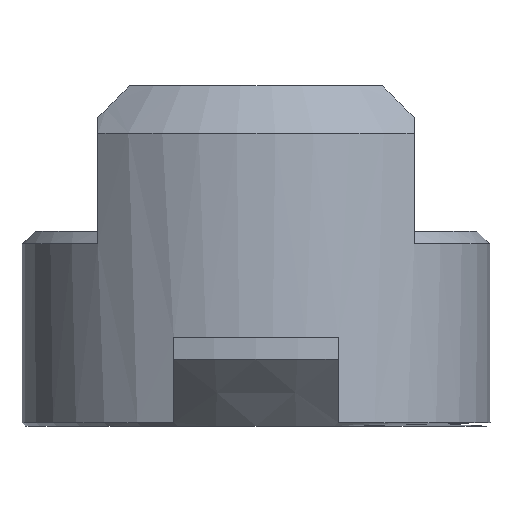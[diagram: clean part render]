
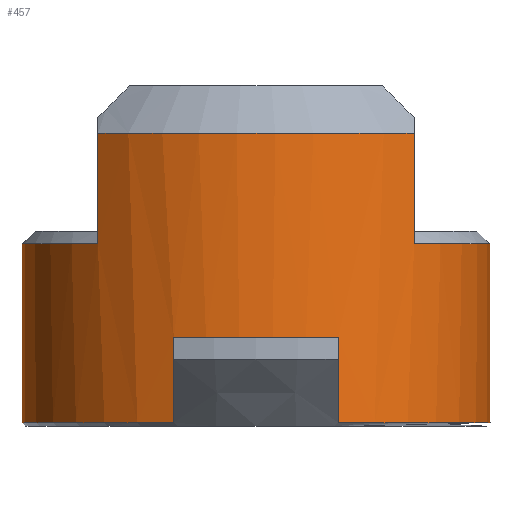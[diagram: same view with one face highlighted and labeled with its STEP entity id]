
A CAD part, front view. The second image highlights one B-rep face of the part: STEP entity #457.
In plain terms, the highlighted cylindrical face has radius 7.4 mm (diameter 14.8 mm), a full revolution.
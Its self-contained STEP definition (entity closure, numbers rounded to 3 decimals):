
#52=CYLINDRICAL_SURFACE('',#519,7.4);
#75=FACE_OUTER_BOUND('',#101,.T.);
#101=EDGE_LOOP('',(#334,#335,#336,#337,#338,#339,#340,#341,#342,#343,#344,
#345,#346,#347,#348,#349,#350,#351,#352,#353));
#126=LINE('',#771,#153);
#127=LINE('',#774,#154);
#128=LINE('',#776,#155);
#129=LINE('',#779,#156);
#130=LINE('',#781,#157);
#131=LINE('',#786,#158);
#132=LINE('',#790,#159);
#133=LINE('',#794,#160);
#134=LINE('',#797,#161);
#153=VECTOR('',#607,7.4);
#154=VECTOR('',#610,10.);
#155=VECTOR('',#611,10.);
#156=VECTOR('',#614,10.);
#157=VECTOR('',#615,10.);
#158=VECTOR('',#620,10.);
#159=VECTOR('',#623,10.);
#160=VECTOR('',#626,10.);
#161=VECTOR('',#629,10.);
#182=CIRCLE('',#515,7.4);
#184=CIRCLE('',#517,7.4);
#186=CIRCLE('',#520,7.4);
#187=CIRCLE('',#521,7.4);
#188=CIRCLE('',#522,7.4);
#189=CIRCLE('',#523,7.4);
#190=CIRCLE('',#524,7.4);
#191=CIRCLE('',#525,7.4);
#192=CIRCLE('',#526,7.4);
#193=CIRCLE('',#527,7.4);
#207=VERTEX_POINT('',#742);
#208=VERTEX_POINT('',#746);
#211=VERTEX_POINT('',#754);
#212=VERTEX_POINT('',#758);
#214=VERTEX_POINT('',#767);
#215=VERTEX_POINT('',#768);
#216=VERTEX_POINT('',#770);
#217=VERTEX_POINT('',#772);
#218=VERTEX_POINT('',#775);
#219=VERTEX_POINT('',#777);
#220=VERTEX_POINT('',#780);
#221=VERTEX_POINT('',#783);
#222=VERTEX_POINT('',#785);
#223=VERTEX_POINT('',#787);
#224=VERTEX_POINT('',#789);
#225=VERTEX_POINT('',#791);
#226=VERTEX_POINT('',#793);
#227=VERTEX_POINT('',#795);
#253=EDGE_CURVE('',#208,#207,#182,.F.);
#257=EDGE_CURVE('',#212,#211,#184,.F.);
#261=EDGE_CURVE('',#214,#215,#186,.T.);
#262=EDGE_CURVE('',#215,#216,#126,.T.);
#263=EDGE_CURVE('',#216,#217,#187,.F.);
#264=EDGE_CURVE('',#217,#212,#127,.T.);
#265=EDGE_CURVE('',#211,#218,#128,.T.);
#266=EDGE_CURVE('',#218,#219,#188,.F.);
#267=EDGE_CURVE('',#219,#208,#129,.T.);
#268=EDGE_CURVE('',#207,#220,#130,.T.);
#269=EDGE_CURVE('',#220,#216,#189,.F.);
#270=EDGE_CURVE('',#215,#221,#190,.T.);
#271=EDGE_CURVE('',#221,#222,#131,.T.);
#272=EDGE_CURVE('',#223,#222,#191,.T.);
#273=EDGE_CURVE('',#223,#224,#132,.T.);
#274=EDGE_CURVE('',#224,#225,#192,.T.);
#275=EDGE_CURVE('',#226,#225,#133,.T.);
#276=EDGE_CURVE('',#227,#226,#193,.T.);
#277=EDGE_CURVE('',#214,#227,#134,.T.);
#334=ORIENTED_EDGE('',*,*,#261,.T.);
#335=ORIENTED_EDGE('',*,*,#262,.T.);
#336=ORIENTED_EDGE('',*,*,#263,.T.);
#337=ORIENTED_EDGE('',*,*,#264,.T.);
#338=ORIENTED_EDGE('',*,*,#257,.T.);
#339=ORIENTED_EDGE('',*,*,#265,.T.);
#340=ORIENTED_EDGE('',*,*,#266,.T.);
#341=ORIENTED_EDGE('',*,*,#267,.T.);
#342=ORIENTED_EDGE('',*,*,#253,.T.);
#343=ORIENTED_EDGE('',*,*,#268,.T.);
#344=ORIENTED_EDGE('',*,*,#269,.T.);
#345=ORIENTED_EDGE('',*,*,#262,.F.);
#346=ORIENTED_EDGE('',*,*,#270,.T.);
#347=ORIENTED_EDGE('',*,*,#271,.T.);
#348=ORIENTED_EDGE('',*,*,#272,.F.);
#349=ORIENTED_EDGE('',*,*,#273,.T.);
#350=ORIENTED_EDGE('',*,*,#274,.T.);
#351=ORIENTED_EDGE('',*,*,#275,.F.);
#352=ORIENTED_EDGE('',*,*,#276,.F.);
#353=ORIENTED_EDGE('',*,*,#277,.F.);
#457=ADVANCED_FACE('',(#75),#52,.T.);
#515=AXIS2_PLACEMENT_3D('',#747,#594,#595);
#517=AXIS2_PLACEMENT_3D('',#759,#598,#599);
#519=AXIS2_PLACEMENT_3D('',#766,#603,#604);
#520=AXIS2_PLACEMENT_3D('',#769,#605,#606);
#521=AXIS2_PLACEMENT_3D('',#773,#608,#609);
#522=AXIS2_PLACEMENT_3D('',#778,#612,#613);
#523=AXIS2_PLACEMENT_3D('',#782,#616,#617);
#524=AXIS2_PLACEMENT_3D('',#784,#618,#619);
#525=AXIS2_PLACEMENT_3D('',#788,#621,#622);
#526=AXIS2_PLACEMENT_3D('',#792,#624,#625);
#527=AXIS2_PLACEMENT_3D('',#796,#627,#628);
#594=DIRECTION('center_axis',(0.,0.,
-1.));
#595=DIRECTION('ref_axis',(0.,-1.,0.));
#598=DIRECTION('center_axis',(0.,0.,
-1.));
#599=DIRECTION('ref_axis',(0.,-1.,0.));
#603=DIRECTION('center_axis',(0.,0.,
1.));
#604=DIRECTION('ref_axis',(0.,-1.,0.));
#605=DIRECTION('center_axis',(0.,0.,
-1.));
#606=DIRECTION('ref_axis',(0.,1.,0.));
#607=DIRECTION('',(0.,0.,-1.));
#608=DIRECTION('center_axis',(0.,0.,
-1.));
#609=DIRECTION('ref_axis',(0.,-1.,0.));
#610=DIRECTION('',(0.,0.,-1.));
#611=DIRECTION('',(0.,0.,1.));
#612=DIRECTION('center_axis',(0.,0.,
-1.));
#613=DIRECTION('ref_axis',(0.,-1.,0.));
#614=DIRECTION('',(0.,0.,-1.));
#615=DIRECTION('',(0.,0.,1.));
#616=DIRECTION('center_axis',(0.,0.,
-1.));
#617=DIRECTION('ref_axis',(0.,-1.,0.));
#618=DIRECTION('center_axis',(0.,0.,
-1.));
#619=DIRECTION('ref_axis',(0.,1.,0.));
#620=DIRECTION('',(0.,0.,-1.));
#621=DIRECTION('center_axis',(0.,0.,
1.));
#622=DIRECTION('ref_axis',(0.,-1.,0.));
#623=DIRECTION('',(0.,0.,1.));
#624=DIRECTION('center_axis',(0.,0.,
-1.));
#625=DIRECTION('ref_axis',(0.,-1.,0.));
#626=DIRECTION('',(0.,0.,1.));
#627=DIRECTION('center_axis',(0.,0.,
1.));
#628=DIRECTION('ref_axis',(0.,-1.,0.));
#629=DIRECTION('',(0.,0.,-1.));
#742=CARTESIAN_POINT('',(-345.544,491.224,-88.224));
#746=CARTESIAN_POINT('',(-345.544,477.368,-88.224));
#747=CARTESIAN_POINT('Origin',(-348.144,484.296,-88.224));
#754=CARTESIAN_POINT('',(-350.744,477.368,-88.224));
#758=CARTESIAN_POINT('',(-350.744,491.224,-88.224));
#759=CARTESIAN_POINT('Origin',(-348.144,484.296,-88.224));
#766=CARTESIAN_POINT('Origin',(-348.144,484.296,-84.575));
#767=CARTESIAN_POINT('',(-353.144,489.751,-79.075));
#768=CARTESIAN_POINT('',(-348.144,491.696,-79.075));
#769=CARTESIAN_POINT('Origin',(-348.144,484.296,-79.075));
#770=CARTESIAN_POINT('',(-348.144,491.696,-85.541));
#771=CARTESIAN_POINT('',(-348.144,491.696,-84.575));
#772=CARTESIAN_POINT('',(-350.744,491.224,-85.541));
#773=CARTESIAN_POINT('Origin',(-348.144,484.296,-85.541));
#774=CARTESIAN_POINT('',(-350.744,491.224,-84.575));
#775=CARTESIAN_POINT('',(-350.744,477.368,-85.541));
#776=CARTESIAN_POINT('',(-350.744,477.368,-84.575));
#777=CARTESIAN_POINT('',(-345.544,477.368,-85.541));
#778=CARTESIAN_POINT('Origin',(-348.144,484.296,-85.541));
#779=CARTESIAN_POINT('',(-345.544,477.368,-84.575));
#780=CARTESIAN_POINT('',(-345.544,491.224,-85.541));
#781=CARTESIAN_POINT('',(-345.544,491.224,-84.575));
#782=CARTESIAN_POINT('Origin',(-348.144,484.296,-85.541));
#783=CARTESIAN_POINT('',(-343.144,489.751,-79.075));
#784=CARTESIAN_POINT('Origin',(-348.144,484.296,-79.075));
#785=CARTESIAN_POINT('',(-343.144,489.751,-82.575));
#786=CARTESIAN_POINT('',(-343.144,489.751,-84.575));
#787=CARTESIAN_POINT('',(-343.144,478.841,-82.575));
#788=CARTESIAN_POINT('Origin',(-348.144,484.296,-82.575));
#789=CARTESIAN_POINT('',(-343.144,478.841,-79.075));
#790=CARTESIAN_POINT('',(-343.144,478.841,-84.575));
#791=CARTESIAN_POINT('',(-353.144,478.841,-79.075));
#792=CARTESIAN_POINT('Origin',(-348.144,484.296,-79.075));
#793=CARTESIAN_POINT('',(-353.144,478.841,-82.575));
#794=CARTESIAN_POINT('',(-353.144,478.841,-84.575));
#795=CARTESIAN_POINT('',(-353.144,489.751,-82.575));
#796=CARTESIAN_POINT('Origin',(-348.144,484.296,-82.575));
#797=CARTESIAN_POINT('',(-353.144,489.751,-84.575));
